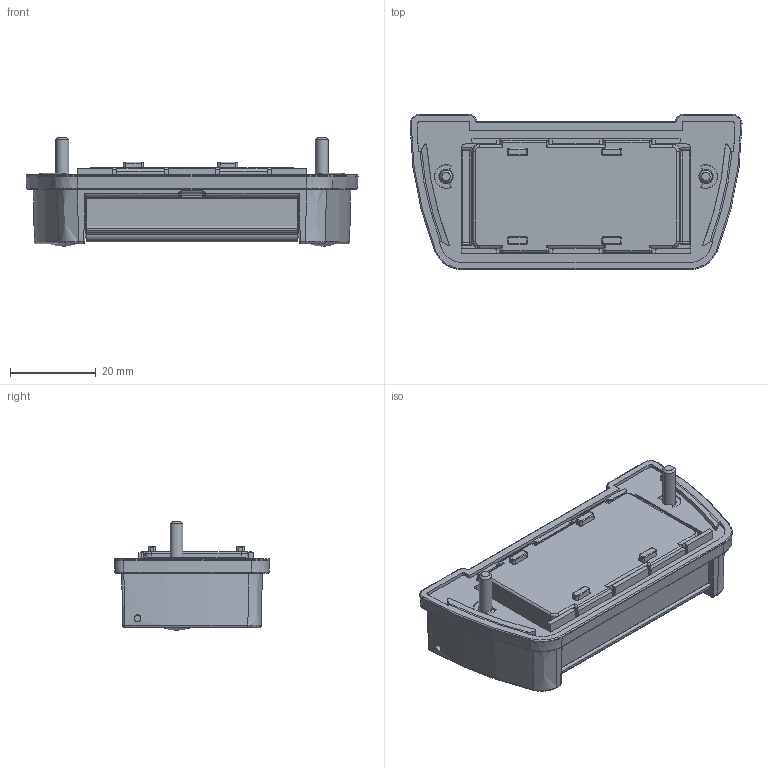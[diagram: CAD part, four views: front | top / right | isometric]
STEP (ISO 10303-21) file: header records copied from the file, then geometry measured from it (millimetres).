
FILE_DESCRIPTION((''),'2;1');
FILE_NAME('94412200_ASM 830 SAL 1-7024.stp','2009-07-16T10:15:49',('kotzmaier'),(''),'Autodesk Inventor 2009','Autodesk Inventor 2009','');
FILE_SCHEMA(('AUTOMOTIVE_DESIGN { 1 0 10303 214 1 1 1 1 }'));
Length unit declared in the file: millimetre
Products named in the file (8): ASM 830 SAL Zusammenbau; 1009739_3D; 1009727_3D; 1009703_3D; 1009707_3D; Schraube für ASD SHR Z KT30X22 ESG OG_3DSYM; AS 830 DI_1009693_3D; Schraubabdeckungen_1009250_3D
Assembly tree (9 placements, depth 2):
  ASM 830 SAL Zusammenbau
    1009739_3D
    1009727_3D
    1009703_3D
    1009707_3D
    Schraube für ASD SHR Z KT30X22 ESG OG_3DSYM  x2
    AS 830 DI_1009693_3D
    Schraubabdeckungen_1009250_3D  x2
Bounding box: 77.4 x 36.2 x 25.3 mm (x, y, z)
Volume: 20206.2 mm3; surface area: 23045.4 mm2
Topology: 9 solids, 9 shells, 1006 faces, 2571 edges, 1568 vertices
Faces by surface type: plane 380, cylinder 242, bspline 170, cone 154, torus 50, sphere 10
Full cylindrical faces by diameter (mm): 1.5 x1, 1.6 x2, 3 x2, 5.3 x2
Entity records: 36149 total; most frequent: CARTESIAN_POINT 13474, ORIENTED_EDGE 4730, DIRECTION 4656, EDGE_CURVE 2365, AXIS2_PLACEMENT_3D 1769, VERTEX_POINT 1471, VECTOR 1118, LINE 1118
